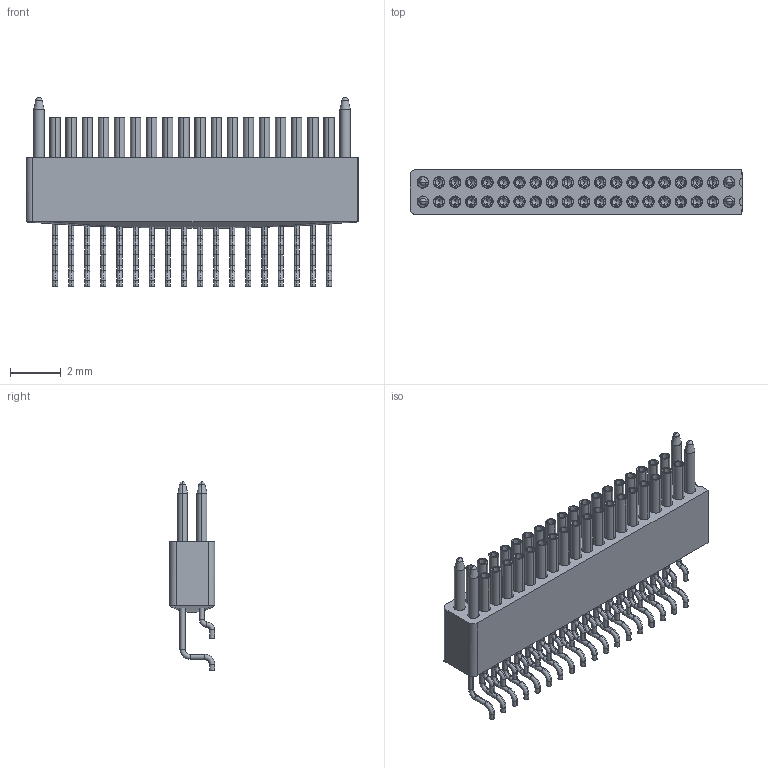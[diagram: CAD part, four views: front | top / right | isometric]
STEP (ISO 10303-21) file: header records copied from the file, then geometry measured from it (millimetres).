
FILE_DESCRIPTION (( 'STEP AP214' ), '1' );
FILE_NAME ('A79025-001.STEP', '2015-11-06T12:12:28', ( '' ), ( '' ), 'SwSTEP 2.0', 'SolidWorks 2015', '' );
FILE_SCHEMA (( 'AUTOMOTIVE_DESIGN' ));
Length unit declared in the file: inch
Products named in the file (1): A79025-001
Bounding box: 13.08 x 1.79 x 7.44 mm (x, y, z)
Volume: 61.3 mm3; surface area: 576.4 mm2
Topology: 1 solids, 1 shells, 955 faces, 2162 edges, 1282 vertices
Faces by surface type: cylinder 426, plane 241, torus 152, cone 80, bspline 56
Entity records: 30726 total; most frequent: CARTESIAN_POINT 9574, DIRECTION 4625, ORIENTED_EDGE 4172, EDGE_CURVE 2086, AXIS2_PLACEMENT_3D 1878, VERTEX_POINT 1282, EDGE_LOOP 1104, CIRCLE 978
